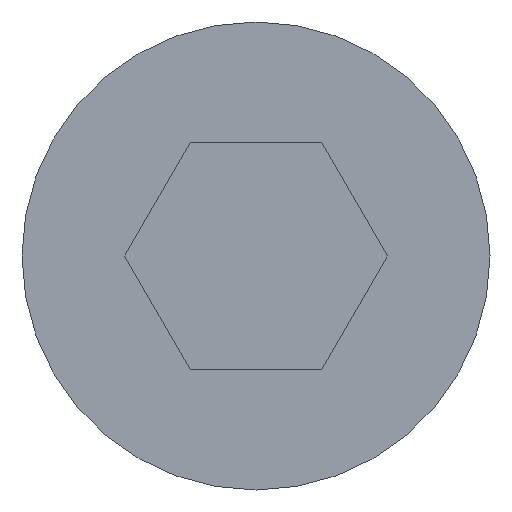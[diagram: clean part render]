
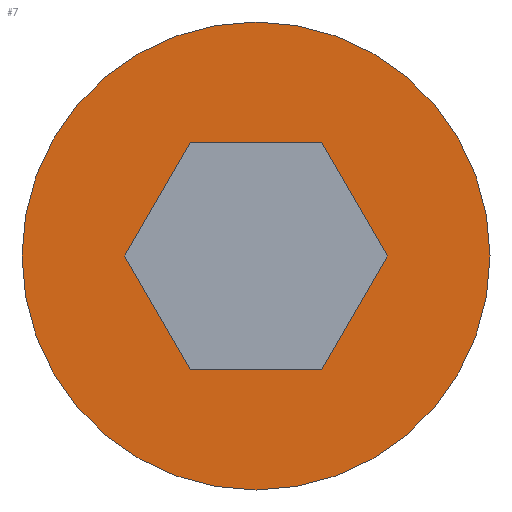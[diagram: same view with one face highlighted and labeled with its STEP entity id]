
A CAD part, front view. The second image highlights one B-rep face of the part: STEP entity #7.
In plain terms, the highlighted planar face has unit normal (0, -1, 0).
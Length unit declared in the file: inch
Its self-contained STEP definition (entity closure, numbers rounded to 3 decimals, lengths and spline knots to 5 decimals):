
#7 = ADVANCED_FACE ( 'NONE', ( #344, #329 ), #334, .F. ) ;
#18 = VERTEX_POINT ( 'NONE', #356 ) ;
#22 = DIRECTION ( 'NONE',  ( 0., 0., 1. ) ) ;
#24 = VECTOR ( 'NONE', #457, 39.37008 ) ;
#25 = AXIS2_PLACEMENT_3D ( 'NONE', #181, #331, #278 ) ;
#26 = LINE ( 'NONE', #455, #24 ) ;
#31 = VERTEX_POINT ( 'NONE', #234 ) ;
#33 = EDGE_LOOP ( 'NONE', ( #41, #43, #89, #230, #93, #354 ) ) ;
#35 = VECTOR ( 'NONE', #431, 39.37008 ) ;
#41 = ORIENTED_EDGE ( 'NONE', *, *, #412, .F. ) ;
#43 = ORIENTED_EDGE ( 'NONE', *, *, #450, .F. ) ;
#45 = LINE ( 'NONE', #395, #35 ) ;
#46 = ORIENTED_EDGE ( 'NONE', *, *, #165, .F. ) ;
#48 = DIRECTION ( 'NONE',  ( 0., 1., 0. ) ) ;
#52 = ORIENTED_EDGE ( 'NONE', *, *, #193, .F. ) ;
#64 = LINE ( 'NONE', #371, #247 ) ;
#73 = CIRCLE ( 'NONE', #25, 0.1125 ) ;
#89 = ORIENTED_EDGE ( 'NONE', *, *, #389, .F. ) ;
#93 = ORIENTED_EDGE ( 'NONE', *, *, #228, .F. ) ;
#96 = AXIS2_PLACEMENT_3D ( 'NONE', #416, #48, #22 ) ;
#105 = VERTEX_POINT ( 'NONE', #401 ) ;
#115 = LINE ( 'NONE', #185, #454 ) ;
#122 = AXIS2_PLACEMENT_3D ( 'NONE', #322, #206, #437 ) ;
#132 = EDGE_LOOP ( 'NONE', ( #46, #52 ) ) ;
#154 = DIRECTION ( 'NONE',  ( -1., 0., 0. ) ) ;
#159 = DIRECTION ( 'NONE',  ( 0.5, 0., -0.866 ) ) ;
#162 = LINE ( 'NONE', #390, #204 ) ;
#165 = EDGE_CURVE ( 'NONE', #463, #425, #73, .T. ) ;
#181 = CARTESIAN_POINT ( 'NONE',  ( 0., 0., 0. ) ) ;
#184 = CARTESIAN_POINT ( 'NONE',  ( 0.03157, 0., 0.05469 ) ) ;
#185 = CARTESIAN_POINT ( 'NONE',  ( -0.06315, 0., 0. ) ) ;
#192 = VECTOR ( 'NONE', #154, 39.37008 ) ;
#193 = EDGE_CURVE ( 'NONE', #425, #463, #311, .T. ) ;
#198 = LINE ( 'NONE', #184, #192 ) ;
#204 = VECTOR ( 'NONE', #388, 39.37008 ) ;
#206 = DIRECTION ( 'NONE',  ( 0., 1., 0. ) ) ;
#222 = VERTEX_POINT ( 'NONE', #451 ) ;
#228 = EDGE_CURVE ( 'NONE', #18, #222, #64, .T. ) ;
#230 = ORIENTED_EDGE ( 'NONE', *, *, #321, .F. ) ;
#234 = CARTESIAN_POINT ( 'NONE',  ( 0.03157, 0., 0.05469 ) ) ;
#242 = EDGE_CURVE ( 'NONE', #31, #18, #198, .T. ) ;
#247 = VECTOR ( 'NONE', #363, 39.37008 ) ;
#278 = DIRECTION ( 'NONE',  ( 0., 0., 1. ) ) ;
#311 = CIRCLE ( 'NONE', #96, 0.1125 ) ;
#321 = EDGE_CURVE ( 'NONE', #222, #417, #115, .T. ) ;
#322 = CARTESIAN_POINT ( 'NONE',  ( 0., 0., 0. ) ) ;
#329 = FACE_OUTER_BOUND ( 'NONE', #132, .T. ) ;
#331 = DIRECTION ( 'NONE',  ( 0., 1., 0. ) ) ;
#334 = PLANE ( 'NONE',  #122 ) ;
#344 = FACE_BOUND ( 'NONE', #33, .T. ) ;
#354 = ORIENTED_EDGE ( 'NONE', *, *, #242, .F. ) ;
#356 = CARTESIAN_POINT ( 'NONE',  ( -0.03157, 0., 0.05469 ) ) ;
#363 = DIRECTION ( 'NONE',  ( -0.5, 0., -0.866 ) ) ;
#371 = CARTESIAN_POINT ( 'NONE',  ( -0.03157, 0., 0.05469 ) ) ;
#374 = CARTESIAN_POINT ( 'NONE',  ( 0., 0., -0.1125 ) ) ;
#388 = DIRECTION ( 'NONE',  ( 0.5, 0., 0.866 ) ) ;
#389 = EDGE_CURVE ( 'NONE', #417, #433, #45, .T. ) ;
#390 = CARTESIAN_POINT ( 'NONE',  ( 0.03157, 0., -0.05469 ) ) ;
#395 = CARTESIAN_POINT ( 'NONE',  ( -0.03157, 0., -0.05469 ) ) ;
#401 = CARTESIAN_POINT ( 'NONE',  ( 0.06315, 0., 0. ) ) ;
#412 = EDGE_CURVE ( 'NONE', #105, #31, #26, .T. ) ;
#416 = CARTESIAN_POINT ( 'NONE',  ( 0., 0., 0. ) ) ;
#417 = VERTEX_POINT ( 'NONE', #448 ) ;
#423 = CARTESIAN_POINT ( 'NONE',  ( 0.03157, 0., -0.05469 ) ) ;
#425 = VERTEX_POINT ( 'NONE', #444 ) ;
#431 = DIRECTION ( 'NONE',  ( 1., 0., 0. ) ) ;
#433 = VERTEX_POINT ( 'NONE', #423 ) ;
#437 = DIRECTION ( 'NONE',  ( 0., 0., 1. ) ) ;
#444 = CARTESIAN_POINT ( 'NONE',  ( 0., 0., 0.1125 ) ) ;
#448 = CARTESIAN_POINT ( 'NONE',  ( -0.03157, 0., -0.05469 ) ) ;
#450 = EDGE_CURVE ( 'NONE', #433, #105, #162, .T. ) ;
#451 = CARTESIAN_POINT ( 'NONE',  ( -0.06315, 0., 0. ) ) ;
#454 = VECTOR ( 'NONE', #159, 39.37008 ) ;
#455 = CARTESIAN_POINT ( 'NONE',  ( 0.06315, 0., 0. ) ) ;
#457 = DIRECTION ( 'NONE',  ( -0.5, 0., 0.866 ) ) ;
#463 = VERTEX_POINT ( 'NONE', #374 ) ;
